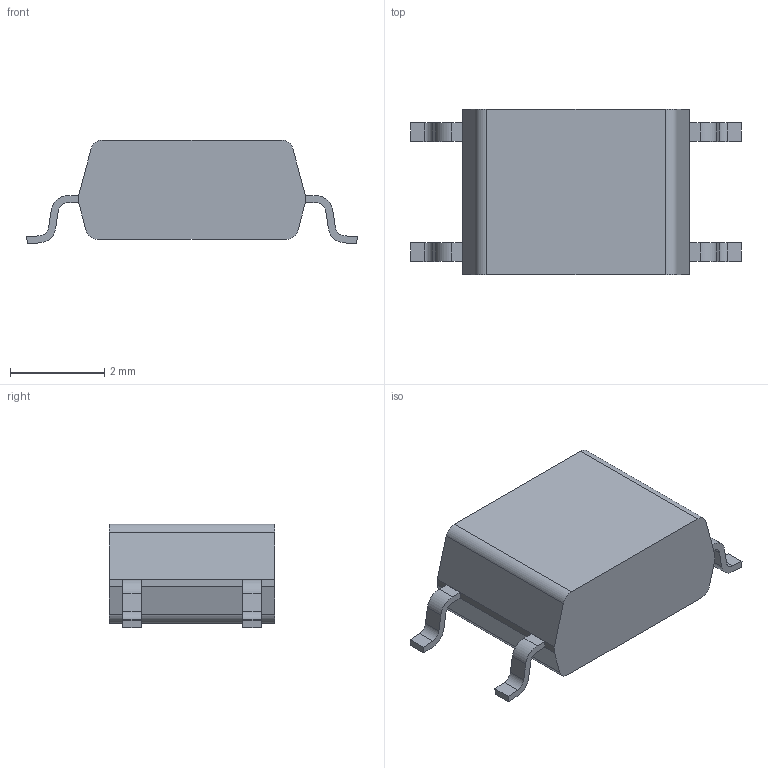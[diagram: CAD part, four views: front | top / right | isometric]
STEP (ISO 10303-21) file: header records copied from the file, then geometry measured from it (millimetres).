
FILE_DESCRIPTION((''),'2;1');
FILE_NAME('DFG0004A_ASM','2021-08-09T09:24:39',('a0412086'),(''),'CREO PARAMETRIC BY PTC INC, 2018500','CREO PARAMETRIC BY PTC INC, 2018500','');
FILE_SCHEMA(('CONFIG_CONTROL_DESIGN','SHAPE_APPEARANCE_LAYERS_GROUPS'));
Length unit declared in the file: millimetre
Products named in the file (3): DFG0004A_MOLD; DFG0004A_PIN; DFG0004A_ASM
Assembly tree (5 placements, depth 2):
  DFG0004A_ASM
    DFG0004A_MOLD
    DFG0004A_PIN  x4
Bounding box: 7 x 3.51 x 2.2 mm (x, y, z)
Volume: 33.8 mm3; surface area: 71.3 mm2
Topology: 5 solids, 5 shells, 70 faces, 180 edges, 120 vertices
Faces by surface type: plane 50, cylinder 20
Entity records: 1223 total; most frequent: DIRECTION 160, CARTESIAN_POINT 156, ORIENTED_EDGE 144, PRESENTATION_STYLE_ASSIGNMENT 74, STYLED_ITEM 74, CURVE_STYLE 72, EDGE_CURVE 72, VECTOR 56
